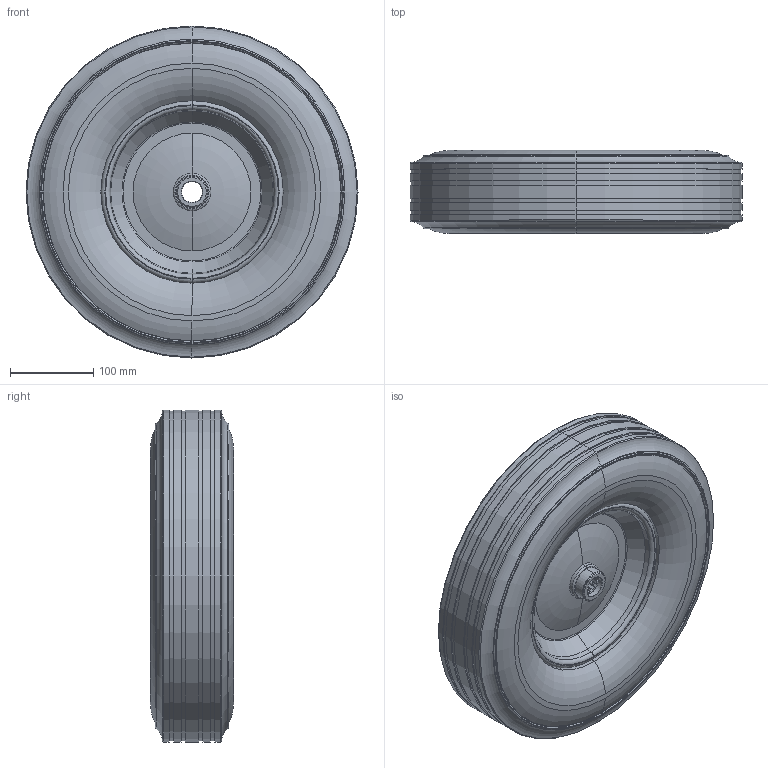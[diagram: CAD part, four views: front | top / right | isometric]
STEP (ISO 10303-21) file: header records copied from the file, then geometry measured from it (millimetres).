
FILE_DESCRIPTION(('STEP AP214'),'1');
FILE_NAME('BZWMKLR40025466RED.STEP','2021-12-02T11:56:47',(' '),(' '),'Spatial InterOp 3D',' ',' ');
FILE_SCHEMA(('AUTOMOTIVE_DESIGN { 1 0 10303 214 1 1 1 1 }'));
Length unit declared in the file: metre
Products named in the file (12): BZWMKL4003561RED; RUBBER TYRE; STEEL RIM; BZWMKLR40025466RED; ROLLER BEARING; CAGE; RIBS; Component20; RBM254X35X45; RETAINER254X35; POLYPROPYLENE RETAINER
Assembly tree (21 placements, depth 5):
  BZWMKLR40025466RED
    BZWMKL4003561RED
      RUBBER TYRE
      STEEL RIM
    RBM254X35X45
      ROLLER BEARING
        CAGE
        RIBS
          Component20  x10
    RETAINER254X35
      POLYPROPYLENE RETAINER
    RETAINER254X35
      POLYPROPYLENE RETAINER
Bounding box: 400 x 100 x 400 mm (x, y, z)
Volume: 8443403 mm3; surface area: 562812.2 mm2
Topology: 15 solids, 16 shells, 314 faces, 713 edges, 433 vertices
Faces by surface type: plane 114, cylinder 90, torus 64, cone 46
Entity records: 8188 total; most frequent: DIRECTION 1584, CARTESIAN_POINT 1307, ORIENTED_EDGE 1266, AXIS2_PLACEMENT_3D 658, EDGE_CURVE 633, VERTEX_POINT 381, CIRCLE 365, EDGE_LOOP 296
